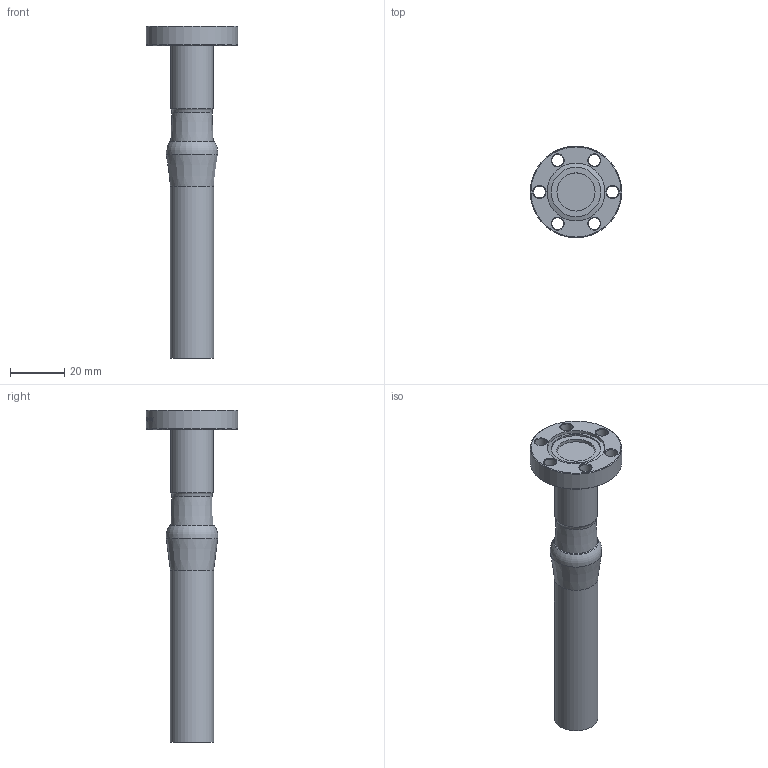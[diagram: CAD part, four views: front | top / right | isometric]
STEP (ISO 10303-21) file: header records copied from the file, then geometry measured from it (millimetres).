
FILE_DESCRIPTION(/* description */ ('Alibre Inc.'),/* implementation_level */ '2;1');
FILE_NAME(/* name */ 'export-946D7380-7123-4E29-A869-6DF0AB9D2D11',/* time_stamp */ '2023-04-13T10:47:37-07:00',/* author */ (''),/* organization */ (''),/* preprocessor_version */ 'ST-DEVELOPER v17',/* originating_system */ 'Alibre',/* authorisation */ '');
FILE_SCHEMA (('CONFIG_CONTROL_DESIGN'));
Length unit declared in the file: inch
Bounding box: 33.78 x 33.78 x 122.58 mm (x, y, z)
Volume: 28670.5 mm3; surface area: 9053 mm2
Topology: 1 solids, 1 shells, 405 faces, 1099 edges, 728 vertices
Faces by surface type: bspline 228, plane 116, cylinder 41, cone 17, torus 3
Full cylindrical faces by diameter (mm): 4.369 x6, 13.6 x1, 14.097 x1, 15.875 x1, 16 x1, 18.288 x1, 21.387 x1, 33.782 x1
Entity records: 15807 total; most frequent: CARTESIAN_POINT 7231, ORIENTED_EDGE 2120, EDGE_CURVE 1060, DIRECTION 981, VERTEX_POINT 722, EDGE_LOOP 482, FACE_BOUND 482, B_SPLINE_CURVE_WITH_KNOTS 463
